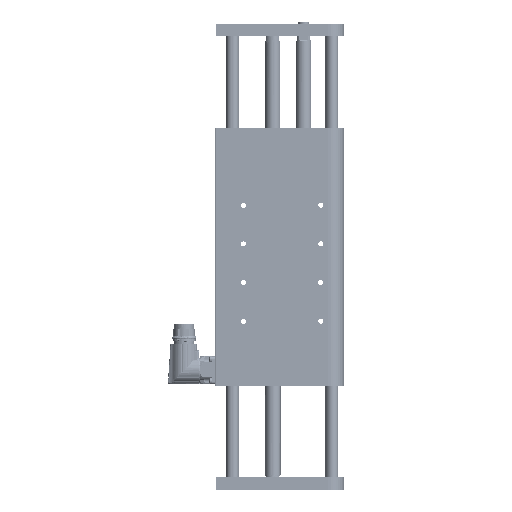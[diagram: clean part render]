
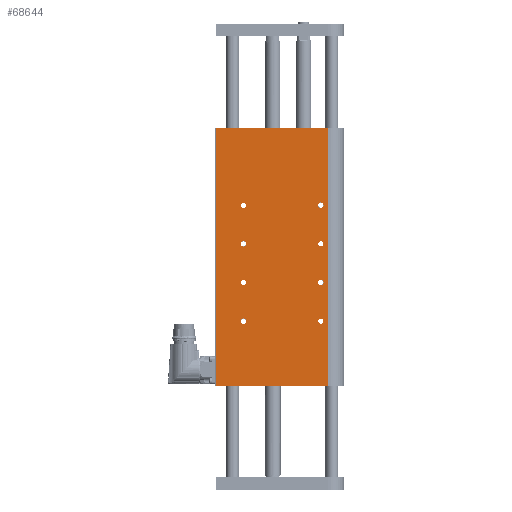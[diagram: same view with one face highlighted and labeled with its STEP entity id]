
A CAD part, left-side view. The second image highlights one B-rep face of the part: STEP entity #68644.
In plain terms, the highlighted planar face has unit normal (-1, 0, 0).
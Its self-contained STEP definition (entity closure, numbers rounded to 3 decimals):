
#1099 = EDGE_LOOP ( 'NONE', ( #125431 ) ) ;
#1968 = EDGE_CURVE ( 'NONE', #75528, #75528, #16783, .T. ) ;
#2814 = EDGE_CURVE ( 'NONE', #126991, #117498, #25494, .T. ) ;
#3356 = DIRECTION ( 'NONE',  ( 0., 0., -1. ) ) ;
#3645 = EDGE_LOOP ( 'NONE', ( #112407, #108260, #6028, #82548 ) ) ;
#4001 = DIRECTION ( 'NONE',  ( 1., 0., 0. ) ) ;
#4106 = CARTESIAN_POINT ( 'NONE',  ( -12.5, -87.5, 200. ) ) ;
#4589 = EDGE_CURVE ( 'NONE', #118429, #118429, #89045, .T. ) ;
#5971 = FACE_BOUND ( 'NONE', #1099, .T. ) ;
#6028 = ORIENTED_EDGE ( 'NONE', *, *, #37888, .T. ) ;
#6599 = VECTOR ( 'NONE', #62615, 1000. ) ;
#6911 = AXIS2_PLACEMENT_3D ( 'NONE', #100613, #90730, #69634 ) ;
#9630 = VERTEX_POINT ( 'NONE', #28888 ) ;
#10759 = EDGE_LOOP ( 'NONE', ( #16079 ) ) ;
#13236 = CIRCLE ( 'NONE', #6911, 2.15 ) ;
#13501 = VERTEX_POINT ( 'NONE', #75053 ) ;
#14989 = CARTESIAN_POINT ( 'NONE',  ( -12.5, -82., 82.15 ) ) ;
#15896 = CARTESIAN_POINT ( 'NONE',  ( -12.5, 0., 0. ) ) ;
#16079 = ORIENTED_EDGE ( 'NONE', *, *, #73836, .T. ) ;
#16783 = CIRCLE ( 'NONE', #107582, 2. ) ;
#18668 = CIRCLE ( 'NONE', #92608, 2.15 ) ;
#19943 = CARTESIAN_POINT ( 'NONE',  ( -12.5, -87.5, 0. ) ) ;
#24249 = AXIS2_PLACEMENT_3D ( 'NONE', #37130, #27209, #25244 ) ;
#25120 = CARTESIAN_POINT ( 'NONE',  ( -12.5, -0.5, 0. ) ) ;
#25244 = DIRECTION ( 'NONE',  ( 0., 1., 0. ) ) ;
#25494 = LINE ( 'NONE', #94225, #88744 ) ;
#25801 = CARTESIAN_POINT ( 'NONE',  ( -12.5, -0.5, 200. ) ) ;
#25933 = CARTESIAN_POINT ( 'NONE',  ( -12.5, -22., 138. ) ) ;
#26730 = CIRCLE ( 'NONE', #98483, 2.15 ) ;
#27209 = DIRECTION ( 'NONE',  ( 1., 0., 0. ) ) ;
#28888 = CARTESIAN_POINT ( 'NONE',  ( -12.5, -22., 52.15 ) ) ;
#32223 = EDGE_LOOP ( 'NONE', ( #74821 ) ) ;
#32649 = EDGE_LOOP ( 'NONE', ( #91950 ) ) ;
#33269 = CIRCLE ( 'NONE', #126184, 2. ) ;
#34265 = VERTEX_POINT ( 'NONE', #14989 ) ;
#35185 = FACE_BOUND ( 'NONE', #32223, .T. ) ;
#36060 = VERTEX_POINT ( 'NONE', #77031 ) ;
#36068 = DIRECTION ( 'NONE',  ( 1., 0., 0. ) ) ;
#36192 = CARTESIAN_POINT ( 'NONE',  ( -12.5, -87.5, 200. ) ) ;
#37130 = CARTESIAN_POINT ( 'NONE',  ( -12.5, 0., 200. ) ) ;
#37888 = EDGE_CURVE ( 'NONE', #117498, #79080, #115126, .T. ) ;
#38367 = DIRECTION ( 'NONE',  ( -1., 0., 0. ) ) ;
#39433 = DIRECTION ( 'NONE',  ( 0., 0., 1. ) ) ;
#42750 = CARTESIAN_POINT ( 'NONE',  ( -12.5, 0., 200. ) ) ;
#43601 = ORIENTED_EDGE ( 'NONE', *, *, #57560, .F. ) ;
#46331 = CIRCLE ( 'NONE', #56909, 2. ) ;
#46376 = FACE_OUTER_BOUND ( 'NONE', #3645, .T. ) ;
#49376 = CARTESIAN_POINT ( 'NONE',  ( -12.5, -82., 80. ) ) ;
#52463 = VECTOR ( 'NONE', #58598, 1000. ) ;
#52595 = ORIENTED_EDGE ( 'NONE', *, *, #66392, .F. ) ;
#54639 = ORIENTED_EDGE ( 'NONE', *, *, #4589, .T. ) ;
#56313 = FACE_BOUND ( 'NONE', #10759, .T. ) ;
#56893 = DIRECTION ( 'NONE',  ( 0., 0., 1. ) ) ;
#56909 = AXIS2_PLACEMENT_3D ( 'NONE', #95572, #114762, #104135 ) ;
#57265 = VECTOR ( 'NONE', #95948, 1000. ) ;
#57560 = EDGE_CURVE ( 'NONE', #71815, #71815, #26730, .T. ) ;
#57611 = FACE_BOUND ( 'NONE', #32649, .T. ) ;
#57671 = VERTEX_POINT ( 'NONE', #68304 ) ;
#58598 = DIRECTION ( 'NONE',  ( 0., 0., -1. ) ) ;
#61022 = EDGE_LOOP ( 'NONE', ( #52595 ) ) ;
#61323 = LINE ( 'NONE', #42750, #6599 ) ;
#62615 = DIRECTION ( 'NONE',  ( 0., -1., 0. ) ) ;
#62822 = DIRECTION ( 'NONE',  ( 0., 0., 1. ) ) ;
#62953 = EDGE_LOOP ( 'NONE', ( #121857 ) ) ;
#64136 = CARTESIAN_POINT ( 'NONE',  ( -12.5, -22., 110. ) ) ;
#64526 = CARTESIAN_POINT ( 'NONE',  ( -12.5, -22., 140. ) ) ;
#65617 = FACE_BOUND ( 'NONE', #84952, .T. ) ;
#66392 = EDGE_CURVE ( 'NONE', #13501, #13501, #13236, .T. ) ;
#66929 = FACE_BOUND ( 'NONE', #62953, .T. ) ;
#68304 = CARTESIAN_POINT ( 'NONE',  ( -12.5, -82., 48. ) ) ;
#68644 = ADVANCED_FACE ( 'NONE', ( #35185, #56313, #65617, #57611, #66929, #5971, #105805, #107804, #46376 ), #127728, .F. ) ;
#69634 = DIRECTION ( 'NONE',  ( 0., 0., 1. ) ) ;
#71815 = VERTEX_POINT ( 'NONE', #101503 ) ;
#73836 = EDGE_CURVE ( 'NONE', #36060, #36060, #33269, .T. ) ;
#74821 = ORIENTED_EDGE ( 'NONE', *, *, #91445, .T. ) ;
#75053 = CARTESIAN_POINT ( 'NONE',  ( -12.5, -82., 142.15 ) ) ;
#75528 = VERTEX_POINT ( 'NONE', #25933 ) ;
#76381 = CARTESIAN_POINT ( 'NONE',  ( -12.5, -82., 110. ) ) ;
#76513 = LINE ( 'NONE', #36192, #52463 ) ;
#77031 = CARTESIAN_POINT ( 'NONE',  ( -12.5, -22., 78. ) ) ;
#79080 = VERTEX_POINT ( 'NONE', #19943 ) ;
#82548 = ORIENTED_EDGE ( 'NONE', *, *, #90661, .F. ) ;
#84566 = DIRECTION ( 'NONE',  ( -1., 0., 0. ) ) ;
#84952 = EDGE_LOOP ( 'NONE', ( #54639 ) ) ;
#86138 = EDGE_LOOP ( 'NONE', ( #43601 ) ) ;
#88100 = VERTEX_POINT ( 'NONE', #4106 ) ;
#88744 = VECTOR ( 'NONE', #105393, 1000. ) ;
#89045 = CIRCLE ( 'NONE', #124914, 2. ) ;
#89672 = DIRECTION ( 'NONE',  ( -1., 0., 0. ) ) ;
#90661 = EDGE_CURVE ( 'NONE', #88100, #79080, #76513, .T. ) ;
#90730 = DIRECTION ( 'NONE',  ( -1., 0., 0. ) ) ;
#91445 = EDGE_CURVE ( 'NONE', #57671, #57671, #46331, .T. ) ;
#91950 = ORIENTED_EDGE ( 'NONE', *, *, #1968, .T. ) ;
#92608 = AXIS2_PLACEMENT_3D ( 'NONE', #118976, #38367, #56893 ) ;
#94225 = CARTESIAN_POINT ( 'NONE',  ( -12.5, -0.5, 200. ) ) ;
#95572 = CARTESIAN_POINT ( 'NONE',  ( -12.5, -82., 50. ) ) ;
#95880 = EDGE_CURVE ( 'NONE', #126991, #88100, #61323, .T. ) ;
#95948 = DIRECTION ( 'NONE',  ( 0., -1., 0. ) ) ;
#98483 = AXIS2_PLACEMENT_3D ( 'NONE', #64136, #84566, #62822 ) ;
#98634 = CIRCLE ( 'NONE', #119725, 2.15 ) ;
#100613 = CARTESIAN_POINT ( 'NONE',  ( -12.5, -82., 140. ) ) ;
#101503 = CARTESIAN_POINT ( 'NONE',  ( -12.5, -22., 112.15 ) ) ;
#103852 = CARTESIAN_POINT ( 'NONE',  ( -12.5, -22., 80. ) ) ;
#104135 = DIRECTION ( 'NONE',  ( 0., 0., -1. ) ) ;
#105375 = DIRECTION ( 'NONE',  ( 0., 0., -1. ) ) ;
#105393 = DIRECTION ( 'NONE',  ( 0., 0., -1. ) ) ;
#105805 = FACE_BOUND ( 'NONE', #86138, .T. ) ;
#107582 = AXIS2_PLACEMENT_3D ( 'NONE', #64526, #36068, #105375 ) ;
#107804 = FACE_BOUND ( 'NONE', #61022, .T. ) ;
#108260 = ORIENTED_EDGE ( 'NONE', *, *, #2814, .T. ) ;
#109317 = EDGE_CURVE ( 'NONE', #34265, #34265, #98634, .T. ) ;
#112407 = ORIENTED_EDGE ( 'NONE', *, *, #95880, .F. ) ;
#113202 = EDGE_CURVE ( 'NONE', #9630, #9630, #18668, .T. ) ;
#114762 = DIRECTION ( 'NONE',  ( 1., 0., 0. ) ) ;
#115126 = LINE ( 'NONE', #15896, #57265 ) ;
#116006 = DIRECTION ( 'NONE',  ( 0., 0., -1. ) ) ;
#117498 = VERTEX_POINT ( 'NONE', #25120 ) ;
#117967 = DIRECTION ( 'NONE',  ( 1., 0., 0. ) ) ;
#118429 = VERTEX_POINT ( 'NONE', #119076 ) ;
#118976 = CARTESIAN_POINT ( 'NONE',  ( -12.5, -22., 50. ) ) ;
#119076 = CARTESIAN_POINT ( 'NONE',  ( -12.5, -82., 108. ) ) ;
#119725 = AXIS2_PLACEMENT_3D ( 'NONE', #49376, #89672, #39433 ) ;
#121857 = ORIENTED_EDGE ( 'NONE', *, *, #113202, .F. ) ;
#124914 = AXIS2_PLACEMENT_3D ( 'NONE', #76381, #117967, #116006 ) ;
#125431 = ORIENTED_EDGE ( 'NONE', *, *, #109317, .F. ) ;
#126184 = AXIS2_PLACEMENT_3D ( 'NONE', #103852, #4001, #3356 ) ;
#126991 = VERTEX_POINT ( 'NONE', #25801 ) ;
#127728 = PLANE ( 'NONE',  #24249 ) ;
